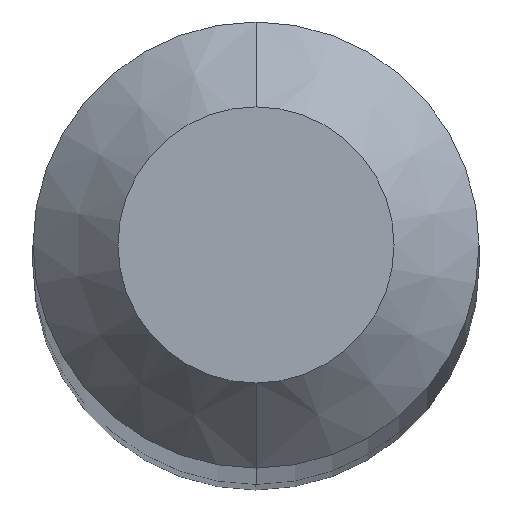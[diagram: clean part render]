
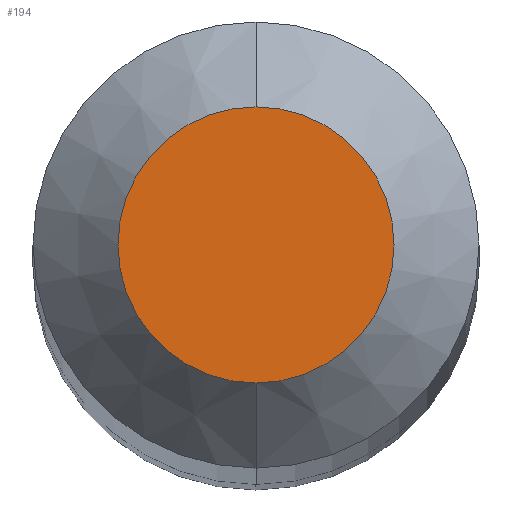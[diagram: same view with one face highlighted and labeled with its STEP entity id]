
A CAD part, top view. The second image highlights one B-rep face of the part: STEP entity #194.
In plain terms, the highlighted planar face has unit normal (0, 0, 1).
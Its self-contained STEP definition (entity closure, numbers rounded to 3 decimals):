
#15 = DIRECTION ( 'NONE',  ( 0., 0., -1. ) ) ;
#20 = ORIENTED_EDGE ( 'NONE', *, *, #35, .F. ) ;
#22 = VERTEX_POINT ( 'NONE', #292 ) ;
#32 = CIRCLE ( 'NONE', #149, 0.325 ) ;
#35 = EDGE_CURVE ( 'NONE', #258, #22, #313, .T. ) ;
#39 = DIRECTION ( 'NONE',  ( 0., 1., 0. ) ) ;
#64 = CARTESIAN_POINT ( 'NONE',  ( 0., -0.325, 30. ) ) ;
#79 = EDGE_LOOP ( 'NONE', ( #232, #20 ) ) ;
#87 = CARTESIAN_POINT ( 'NONE',  ( 0., 0., 30. ) ) ;
#138 = DIRECTION ( 'NONE',  ( 0., 1., 0. ) ) ;
#148 = DIRECTION ( 'NONE',  ( 0., 1., 0. ) ) ;
#149 = AXIS2_PLACEMENT_3D ( 'NONE', #302, #300, #39 ) ;
#194 = ADVANCED_FACE ( 'NONE', ( #213 ), #320, .F. ) ;
#211 = AXIS2_PLACEMENT_3D ( 'NONE', #289, #242, #138 ) ;
#213 = FACE_OUTER_BOUND ( 'NONE', #79, .T. ) ;
#225 = EDGE_CURVE ( 'NONE', #22, #258, #32, .T. ) ;
#232 = ORIENTED_EDGE ( 'NONE', *, *, #225, .F. ) ;
#242 = DIRECTION ( 'NONE',  ( 0., 0., -1. ) ) ;
#258 = VERTEX_POINT ( 'NONE', #64 ) ;
#260 = AXIS2_PLACEMENT_3D ( 'NONE', #87, #15, #148 ) ;
#289 = CARTESIAN_POINT ( 'NONE',  ( 0., 0., 30. ) ) ;
#292 = CARTESIAN_POINT ( 'NONE',  ( 0., 0.325, 30. ) ) ;
#300 = DIRECTION ( 'NONE',  ( 0., 0., -1. ) ) ;
#302 = CARTESIAN_POINT ( 'NONE',  ( 0., 0., 30. ) ) ;
#313 = CIRCLE ( 'NONE', #211, 0.325 ) ;
#320 = PLANE ( 'NONE',  #260 ) ;
